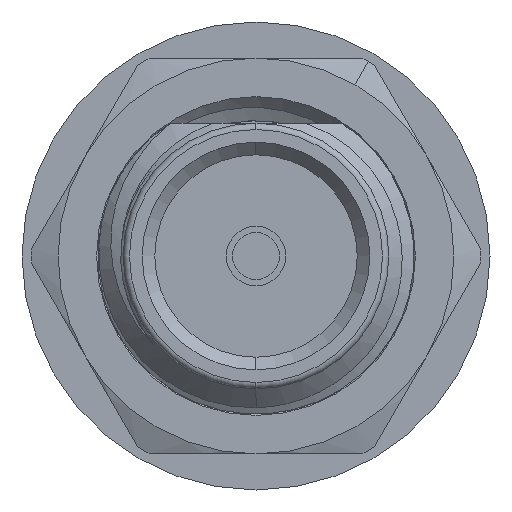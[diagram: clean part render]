
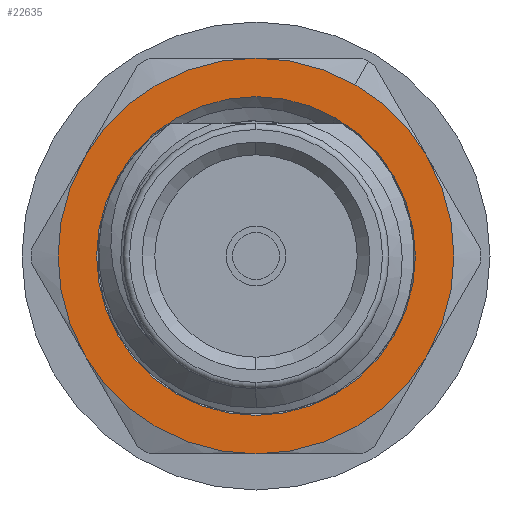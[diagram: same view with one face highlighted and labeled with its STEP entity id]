
A CAD part, left-side view. The second image highlights one B-rep face of the part: STEP entity #22635.
In plain terms, the highlighted planar face has unit normal (-1, 0, 0).
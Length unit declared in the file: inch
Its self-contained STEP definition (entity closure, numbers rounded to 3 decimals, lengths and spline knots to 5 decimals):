
#8 = VERTEX_POINT ( 'NONE', #6460 ) ;
#374 = VERTEX_POINT ( 'NONE', #20403 ) ;
#974 = AXIS2_PLACEMENT_3D ( 'NONE', #22828, #6808, #20993 ) ;
#1311 = CARTESIAN_POINT ( 'NONE',  ( 0.20705, 0., 0. ) ) ;
#1448 = DIRECTION ( 'NONE',  ( 1., 0., 0. ) ) ;
#1455 = DIRECTION ( 'NONE',  ( 1., 0., 0. ) ) ;
#1478 = DIRECTION ( 'NONE',  ( 1., 0., 0. ) ) ;
#1598 = ORIENTED_EDGE ( 'NONE', *, *, #22109, .F. ) ;
#2040 = ORIENTED_EDGE ( 'NONE', *, *, #14711, .T. ) ;
#2719 = ORIENTED_EDGE ( 'NONE', *, *, #17082, .T. ) ;
#3254 = DIRECTION ( 'NONE',  ( -1., 0., 0. ) ) ;
#3555 = DIRECTION ( 'NONE',  ( 1., 0., 0. ) ) ;
#3633 = EDGE_CURVE ( 'NONE', #15459, #8, #19103, .T. ) ;
#3778 = CARTESIAN_POINT ( 'NONE',  ( 0.20705, 0., 0. ) ) ;
#4609 = CARTESIAN_POINT ( 'NONE',  ( 0.20705, 0., 0. ) ) ;
#4691 = CARTESIAN_POINT ( 'NONE',  ( 0.20705, -0.07825, 0.13553 ) ) ;
#4991 = ORIENTED_EDGE ( 'NONE', *, *, #24359, .T. ) ;
#5576 = DIRECTION ( 'NONE',  ( 0., -0.5, 0.866 ) ) ;
#5584 = FACE_OUTER_BOUND ( 'NONE', #13350, .T. ) ;
#5890 = DIRECTION ( 'NONE',  ( 0., -0.5, 0.866 ) ) ;
#6240 = VERTEX_POINT ( 'NONE', #24664 ) ;
#6460 = CARTESIAN_POINT ( 'NONE',  ( 0.20705, 0.13553, 0.07825 ) ) ;
#6475 = EDGE_LOOP ( 'NONE', ( #14795, #12807 ) ) ;
#6700 = AXIS2_PLACEMENT_3D ( 'NONE', #9050, #18983, #10905 ) ;
#6808 = DIRECTION ( 'NONE',  ( -1., 0., 0. ) ) ;
#6953 = EDGE_CURVE ( 'NONE', #374, #8876, #22537, .T. ) ;
#7295 = CARTESIAN_POINT ( 'NONE',  ( 0.20705, 0., 0. ) ) ;
#7845 = EDGE_CURVE ( 'NONE', #19418, #11448, #9850, .T. ) ;
#8826 = CIRCLE ( 'NONE', #15203, 0.1565 ) ;
#8876 = VERTEX_POINT ( 'NONE', #14787 ) ;
#9050 = CARTESIAN_POINT ( 'NONE',  ( 0.20705, 0., 0. ) ) ;
#9702 = EDGE_CURVE ( 'NONE', #11448, #19418, #13016, .T. ) ;
#9723 = PLANE ( 'NONE',  #12173 ) ;
#9850 = CIRCLE ( 'NONE', #14125, 0.12602 ) ;
#10104 = ORIENTED_EDGE ( 'NONE', *, *, #10252, .T. ) ;
#10252 = EDGE_CURVE ( 'NONE', #6240, #374, #16529, .T. ) ;
#10567 = DIRECTION ( 'NONE',  ( 0., -0.5, 0.866 ) ) ;
#10905 = DIRECTION ( 'NONE',  ( 0., -0.5, 0.866 ) ) ;
#11448 = VERTEX_POINT ( 'NONE', #23052 ) ;
#11896 = ORIENTED_EDGE ( 'NONE', *, *, #6953, .T. ) ;
#12090 = VERTEX_POINT ( 'NONE', #4691 ) ;
#12173 = AXIS2_PLACEMENT_3D ( 'NONE', #25659, #3555, #5576 ) ;
#12256 = AXIS2_PLACEMENT_3D ( 'NONE', #23620, #1448, #15564 ) ;
#12556 = DIRECTION ( 'NONE',  ( 0., -0.5, 0.866 ) ) ;
#12807 = ORIENTED_EDGE ( 'NONE', *, *, #7845, .T. ) ;
#13016 = CIRCLE ( 'NONE', #12256, 0.12602 ) ;
#13350 = EDGE_LOOP ( 'NONE', ( #4991, #2040, #24883, #2719, #10104, #11896, #1598 ) ) ;
#13411 = AXIS2_PLACEMENT_3D ( 'NONE', #7295, #3254, #19535 ) ;
#14125 = AXIS2_PLACEMENT_3D ( 'NONE', #25995, #1455, #19581 ) ;
#14711 = EDGE_CURVE ( 'NONE', #12090, #15459, #19637, .T. ) ;
#14787 = CARTESIAN_POINT ( 'NONE',  ( 0.20705, -0.13553, -0.07825 ) ) ;
#14795 = ORIENTED_EDGE ( 'NONE', *, *, #9702, .T. ) ;
#15088 = CIRCLE ( 'NONE', #18131, 0.1565 ) ;
#15203 = AXIS2_PLACEMENT_3D ( 'NONE', #3778, #22002, #5890 ) ;
#15459 = VERTEX_POINT ( 'NONE', #26205 ) ;
#15564 = DIRECTION ( 'NONE',  ( 0., -0.5, 0.866 ) ) ;
#16338 = FACE_BOUND ( 'NONE', #6475, .T. ) ;
#16529 = CIRCLE ( 'NONE', #6700, 0.1565 ) ;
#16586 = DIRECTION ( 'NONE',  ( -1., 0., 0. ) ) ;
#17082 = EDGE_CURVE ( 'NONE', #8, #6240, #8826, .T. ) ;
#18131 = AXIS2_PLACEMENT_3D ( 'NONE', #1311, #1478, #25416 ) ;
#18983 = DIRECTION ( 'NONE',  ( -1., 0., 0. ) ) ;
#19103 = CIRCLE ( 'NONE', #24939, 0.1565 ) ;
#19418 = VERTEX_POINT ( 'NONE', #22778 ) ;
#19535 = DIRECTION ( 'NONE',  ( 0., -0.5, 0.866 ) ) ;
#19581 = DIRECTION ( 'NONE',  ( 0., -0.5, 0.866 ) ) ;
#19637 = CIRCLE ( 'NONE', #974, 0.1565 ) ;
#20403 = CARTESIAN_POINT ( 'NONE',  ( 0.20705, 0., -0.1565 ) ) ;
#20993 = DIRECTION ( 'NONE',  ( 0., -0.5, 0.866 ) ) ;
#21295 = VERTEX_POINT ( 'NONE', #23022 ) ;
#22002 = DIRECTION ( 'NONE',  ( -1., 0., 0. ) ) ;
#22109 = EDGE_CURVE ( 'NONE', #21295, #8876, #15088, .T. ) ;
#22537 = CIRCLE ( 'NONE', #13411, 0.1565 ) ;
#22635 = ADVANCED_FACE ( 'NONE', ( #16338, #5584 ), #9723, .F. ) ;
#22778 = CARTESIAN_POINT ( 'NONE',  ( 0.20705, -0.06301, 0.10913 ) ) ;
#22828 = CARTESIAN_POINT ( 'NONE',  ( 0.20705, 0., 0. ) ) ;
#22970 = CIRCLE ( 'NONE', #23231, 0.1565 ) ;
#23022 = CARTESIAN_POINT ( 'NONE',  ( 0.20705, -0.13553, 0.07825 ) ) ;
#23052 = CARTESIAN_POINT ( 'NONE',  ( 0.20705, 0.06301, -0.10913 ) ) ;
#23231 = AXIS2_PLACEMENT_3D ( 'NONE', #4609, #25018, #12556 ) ;
#23620 = CARTESIAN_POINT ( 'NONE',  ( 0.20705, 0., 0. ) ) ;
#24359 = EDGE_CURVE ( 'NONE', #21295, #12090, #22970, .T. ) ;
#24664 = CARTESIAN_POINT ( 'NONE',  ( 0.20705, 0.13553, -0.07825 ) ) ;
#24883 = ORIENTED_EDGE ( 'NONE', *, *, #3633, .T. ) ;
#24939 = AXIS2_PLACEMENT_3D ( 'NONE', #25056, #16586, #10567 ) ;
#25018 = DIRECTION ( 'NONE',  ( -1., 0., 0. ) ) ;
#25056 = CARTESIAN_POINT ( 'NONE',  ( 0.20705, 0., 0. ) ) ;
#25416 = DIRECTION ( 'NONE',  ( 0., -0.5, 0.866 ) ) ;
#25659 = CARTESIAN_POINT ( 'NONE',  ( 0.20705, 0., 0. ) ) ;
#25995 = CARTESIAN_POINT ( 'NONE',  ( 0.20705, 0., 0. ) ) ;
#26205 = CARTESIAN_POINT ( 'NONE',  ( 0.20705, 0., 0.1565 ) ) ;
